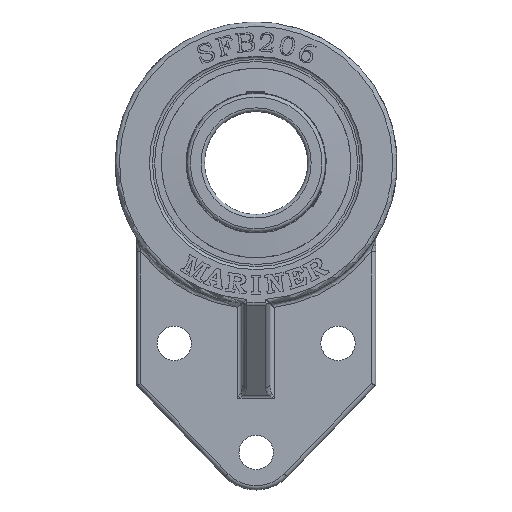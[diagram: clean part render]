
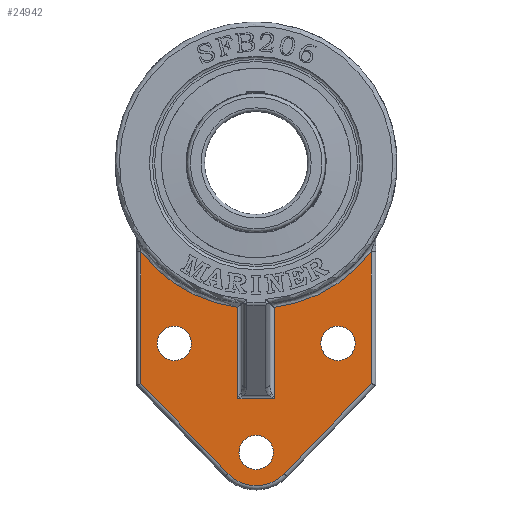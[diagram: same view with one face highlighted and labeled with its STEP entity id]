
A CAD part, top view. The second image highlights one B-rep face of the part: STEP entity #24942.
In plain terms, the highlighted planar face has unit normal (0, 0, 1).
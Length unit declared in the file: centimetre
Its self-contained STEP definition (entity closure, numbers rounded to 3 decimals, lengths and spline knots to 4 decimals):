
#23468=CARTESIAN_POINT('',(-0.527,-6.8452,1.));
#23469=VERTEX_POINT('',#23468);
#23906=CARTESIAN_POINT('',(0.527,-6.8452,1.));
#23907=VERTEX_POINT('',#23906);
#24091=CARTESIAN_POINT('',(-3.6147,-6.8452,1.));
#24092=DIRECTION('',(1.,0.,-0.));
#24093=VECTOR('',#24092,7.2294);
#24094=LINE('',#24091,#24093);
#24095=EDGE_CURVE('',#23469,#23907,#24094,.T.);
#24108=CARTESIAN_POINT('',(0.527,-4.194,1.));
#24109=VERTEX_POINT('',#24108);
#24110=CARTESIAN_POINT('',(0.527,-9.6397,1.));
#24111=DIRECTION('',(0.,1.,-0.));
#24112=VECTOR('',#24111,7.3728);
#24113=LINE('',#24110,#24112);
#24114=EDGE_CURVE('',#23907,#24109,#24113,.T.);
#24145=CARTESIAN_POINT('',(-0.527,-4.194,1.));
#24146=VERTEX_POINT('',#24145);
#24164=CARTESIAN_POINT('',(-0.527,-2.2669,1.));
#24165=DIRECTION('',(-0.,-1.,0.));
#24166=VECTOR('',#24165,7.3728);
#24167=LINE('',#24164,#24166);
#24168=EDGE_CURVE('',#24146,#23469,#24167,.T.);
#24181=CARTESIAN_POINT('',(3.348,-2.5804,1.));
#24182=VERTEX_POINT('',#24181);
#24190=CARTESIAN_POINT('',(3.348,-6.4085,1.));
#24191=VERTEX_POINT('',#24190);
#24192=CARTESIAN_POINT('',(3.348,-2.0359,1.));
#24193=DIRECTION('',(0.,-1.,0.));
#24194=VECTOR('',#24193,7.6038);
#24195=LINE('',#24192,#24194);
#24196=EDGE_CURVE('',#24182,#24191,#24195,.T.);
#24474=CARTESIAN_POINT('',(-0.8222,-9.024,1.));
#24475=VERTEX_POINT('',#24474);
#24483=CARTESIAN_POINT('',(-3.348,-6.4085,1.));
#24484=VERTEX_POINT('',#24483);
#24485=CARTESIAN_POINT('',(-0.2276,-9.6397,1.));
#24486=DIRECTION('',(-0.695,0.719,0.));
#24487=VECTOR('',#24486,5.1299);
#24488=LINE('',#24485,#24487);
#24489=EDGE_CURVE('',#24475,#24484,#24488,.T.);
#24514=CARTESIAN_POINT('',(-3.348,-2.5804,1.));
#24515=VERTEX_POINT('',#24514);
#24532=CARTESIAN_POINT('',(-3.348,-9.6397,1.));
#24533=DIRECTION('',(0.,1.,-0.));
#24534=VECTOR('',#24533,7.6038);
#24535=LINE('',#24532,#24534);
#24536=EDGE_CURVE('',#24484,#24515,#24535,.T.);
#24781=CARTESIAN_POINT('',(0.8222,-9.024,1.));
#24782=VERTEX_POINT('',#24781);
#24790=CARTESIAN_POINT('',(0.,-8.23,1.));
#24791=DIRECTION('',(0.,-0.,-1.));
#24792=DIRECTION('',(0.,-1.,0.));
#24793=AXIS2_PLACEMENT_3D('',#24790,#24791,#24792);
#24794=CIRCLE('',#24793,1.143);
#24795=EDGE_CURVE('',#24782,#24475,#24794,.T.);
#24813=CARTESIAN_POINT('',(3.7911,-5.9496,1.));
#24814=DIRECTION('',(-0.695,-0.719,0.));
#24815=VECTOR('',#24814,5.1299);
#24816=LINE('',#24813,#24815);
#24817=EDGE_CURVE('',#24191,#24782,#24816,.T.);
#24868=CARTESIAN_POINT('',(0.,0.,1.));
#24869=DIRECTION('',(0.,0.,1.));
#24870=DIRECTION('',(0.527,-0.85,0.));
#24871=AXIS2_PLACEMENT_3D('',#24868,#24869,#24870);
#24872=CIRCLE('',#24871,4.227);
#24873=EDGE_CURVE('',#24109,#24182,#24872,.T.);
#24886=CARTESIAN_POINT('',(-0.,-2.5786,1.));
#24887=DIRECTION('',(0.,0.,1.));
#24888=DIRECTION('',(1.,0.,0.));
#24889=AXIS2_PLACEMENT_3D('',#24886,#24887,#24888);
#24890=PLANE('',#24889);
#24891=CARTESIAN_POINT('',(1.88,-5.24,1.));
#24892=VERTEX_POINT('',#24891);
#24893=CARTESIAN_POINT('',(2.38,-5.24,1.));
#24894=DIRECTION('',(0.,0.,-1.));
#24895=DIRECTION('',(1.,0.,0.));
#24896=AXIS2_PLACEMENT_3D('',#24893,#24894,#24895);
#24897=CIRCLE('',#24896,0.5);
#24898=EDGE_CURVE('',#24892,#24892,#24897,.T.);
#24899=ORIENTED_EDGE('',*,*,#24898,.T.);
#24900=EDGE_LOOP('',(#24899));
#24901=FACE_BOUND('',#24900,.T.);
#24902=CARTESIAN_POINT('',(-0.5,-8.41,1.));
#24903=VERTEX_POINT('',#24902);
#24904=CARTESIAN_POINT('',(0.,-8.41,1.));
#24905=DIRECTION('',(0.,0.,-1.));
#24906=DIRECTION('',(1.,0.,0.));
#24907=AXIS2_PLACEMENT_3D('',#24904,#24905,#24906);
#24908=CIRCLE('',#24907,0.5);
#24909=EDGE_CURVE('',#24903,#24903,#24908,.T.);
#24910=ORIENTED_EDGE('',*,*,#24909,.T.);
#24911=EDGE_LOOP('',(#24910));
#24912=FACE_BOUND('',#24911,.T.);
#24913=CARTESIAN_POINT('',(-2.88,-5.24,1.));
#24914=VERTEX_POINT('',#24913);
#24915=CARTESIAN_POINT('',(-2.38,-5.24,1.));
#24916=DIRECTION('',(0.,0.,-1.));
#24917=DIRECTION('',(1.,0.,0.));
#24918=AXIS2_PLACEMENT_3D('',#24915,#24916,#24917);
#24919=CIRCLE('',#24918,0.5);
#24920=EDGE_CURVE('',#24914,#24914,#24919,.T.);
#24921=ORIENTED_EDGE('',*,*,#24920,.T.);
#24922=EDGE_LOOP('',(#24921));
#24923=FACE_BOUND('',#24922,.T.);
#24924=ORIENTED_EDGE('',*,*,#24114,.F.);
#24925=ORIENTED_EDGE('',*,*,#24095,.F.);
#24926=ORIENTED_EDGE('',*,*,#24168,.F.);
#24927=CARTESIAN_POINT('',(0.,0.,1.));
#24928=DIRECTION('',(0.,0.,1.));
#24929=DIRECTION('',(-0.527,-0.85,0.));
#24930=AXIS2_PLACEMENT_3D('',#24927,#24928,#24929);
#24931=CIRCLE('',#24930,4.227);
#24932=EDGE_CURVE('',#24515,#24146,#24931,.T.);
#24933=ORIENTED_EDGE('',*,*,#24932,.F.);
#24934=ORIENTED_EDGE('',*,*,#24536,.F.);
#24935=ORIENTED_EDGE('',*,*,#24489,.F.);
#24936=ORIENTED_EDGE('',*,*,#24795,.F.);
#24937=ORIENTED_EDGE('',*,*,#24817,.F.);
#24938=ORIENTED_EDGE('',*,*,#24196,.F.);
#24939=ORIENTED_EDGE('',*,*,#24873,.F.);
#24940=EDGE_LOOP('',(#24924,#24925,#24926,#24933,#24934,#24935,#24936,#24937,#24938,#24939));
#24941=FACE_BOUND('',#24940,.T.);
#24942=ADVANCED_FACE('',(#24901,#24912,#24923,#24941),#24890,.T.);
